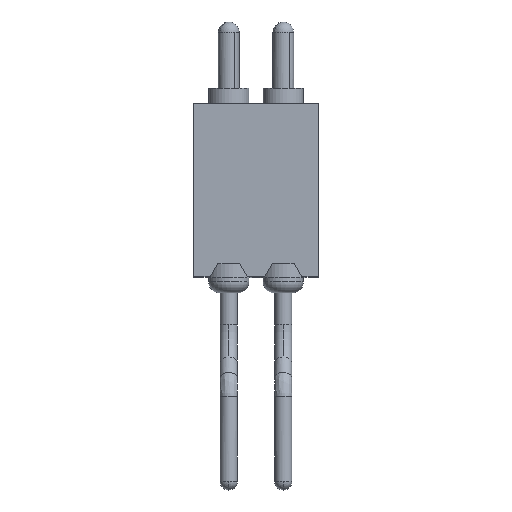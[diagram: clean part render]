
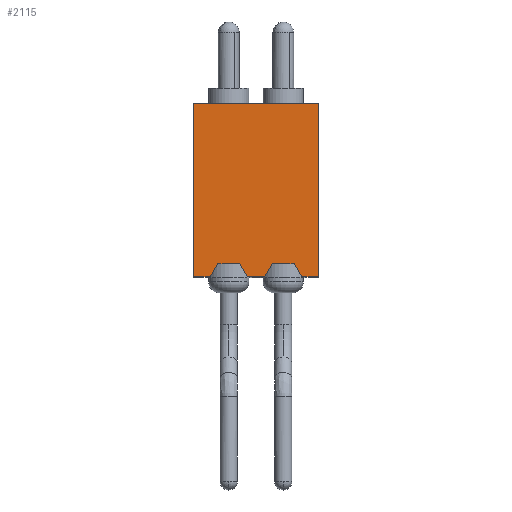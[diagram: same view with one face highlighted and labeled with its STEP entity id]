
A CAD part, top view. The second image highlights one B-rep face of the part: STEP entity #2115.
In plain terms, the highlighted planar face has unit normal (0, 0, 1).
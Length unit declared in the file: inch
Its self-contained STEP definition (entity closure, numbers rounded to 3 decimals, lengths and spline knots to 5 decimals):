
#16 = VERTEX_POINT ( 'NONE', #487 ) ;
#27 = EDGE_CURVE ( 'NONE', #467, #472, #2444, .T. ) ;
#134 = VECTOR ( 'NONE', #1781, 39.37008 ) ;
#196 = VERTEX_POINT ( 'NONE', #305 ) ;
#229 = LINE ( 'NONE', #594, #2418 ) ;
#281 = CARTESIAN_POINT ( 'NONE',  ( 0.0225, -0.147, 0. ) ) ;
#305 = CARTESIAN_POINT ( 'NONE',  ( 0.09943, -0.159, 0. ) ) ;
#314 = VECTOR ( 'NONE', #473, 39.37008 ) ;
#320 = CARTESIAN_POINT ( 'NONE',  ( 0., -0.159, 0. ) ) ;
#336 = CARTESIAN_POINT ( 'NONE',  ( 0.0425, -0.147, 0. ) ) ;
#352 = LINE ( 'NONE', #1968, #692 ) ;
#368 = CARTESIAN_POINT ( 'NONE',  ( 0.04943, -0.159, 0. ) ) ;
#406 = CARTESIAN_POINT ( 'NONE',  ( 0., 0., 0. ) ) ;
#443 = ORIENTED_EDGE ( 'NONE', *, *, #741, .T. ) ;
#467 = VERTEX_POINT ( 'NONE', #406 ) ;
#472 = VERTEX_POINT ( 'NONE', #622 ) ;
#473 = DIRECTION ( 'NONE',  ( -0.5, 0.866, 0. ) ) ;
#487 = CARTESIAN_POINT ( 'NONE',  ( 0.06557, -0.159, 0. ) ) ;
#515 = LINE ( 'NONE', #1922, #1517 ) ;
#575 = DIRECTION ( 'NONE',  ( -0.5, -0.866, 0. ) ) ;
#592 = ORIENTED_EDGE ( 'NONE', *, *, #1077, .F. ) ;
#594 = CARTESIAN_POINT ( 'NONE',  ( 0., -0.159, 0. ) ) ;
#598 = EDGE_CURVE ( 'NONE', #196, #2028, #1468, .T. ) ;
#622 = CARTESIAN_POINT ( 'NONE',  ( 0.115, 0., 0. ) ) ;
#640 = VECTOR ( 'NONE', #1139, 39.37008 ) ;
#692 = VECTOR ( 'NONE', #575, 39.37008 ) ;
#727 = DIRECTION ( 'NONE',  ( 0., 1., 0. ) ) ;
#741 = EDGE_CURVE ( 'NONE', #196, #1261, #2476, .T. ) ;
#742 = CARTESIAN_POINT ( 'NONE',  ( 0.0225, -0.147, 0. ) ) ;
#775 = LINE ( 'NONE', #1828, #1253 ) ;
#783 = VECTOR ( 'NONE', #2593, 39.37008 ) ;
#909 = ORIENTED_EDGE ( 'NONE', *, *, #2328, .T. ) ;
#919 = LINE ( 'NONE', #2525, #134 ) ;
#950 = ORIENTED_EDGE ( 'NONE', *, *, #1135, .F. ) ;
#981 = EDGE_CURVE ( 'NONE', #2039, #1817, #229, .T. ) ;
#1026 = ORIENTED_EDGE ( 'NONE', *, *, #2219, .F. ) ;
#1034 = DIRECTION ( 'NONE',  ( 1., 0., 0. ) ) ;
#1075 = ORIENTED_EDGE ( 'NONE', *, *, #2053, .F. ) ;
#1077 = EDGE_CURVE ( 'NONE', #2213, #1112, #2561, .T. ) ;
#1090 = DIRECTION ( 'NONE',  ( 0., 0., 1. ) ) ;
#1099 = VECTOR ( 'NONE', #1484, 39.37008 ) ;
#1104 = CARTESIAN_POINT ( 'NONE',  ( 0.04943, -0.159, 0. ) ) ;
#1112 = VERTEX_POINT ( 'NONE', #336 ) ;
#1119 = CARTESIAN_POINT ( 'NONE',  ( 0., -0.159, 0. ) ) ;
#1135 = EDGE_CURVE ( 'NONE', #1149, #16, #352, .T. ) ;
#1139 = DIRECTION ( 'NONE',  ( 0., 1., 0. ) ) ;
#1149 = VERTEX_POINT ( 'NONE', #1722 ) ;
#1182 = VECTOR ( 'NONE', #2189, 39.37008 ) ;
#1253 = VECTOR ( 'NONE', #1406, 39.37008 ) ;
#1261 = VERTEX_POINT ( 'NONE', #2142 ) ;
#1319 = VECTOR ( 'NONE', #1034, 39.37008 ) ;
#1373 = CARTESIAN_POINT ( 'NONE',  ( 0., -0.159, 0. ) ) ;
#1406 = DIRECTION ( 'NONE',  ( 1., 0., 0. ) ) ;
#1433 = ORIENTED_EDGE ( 'NONE', *, *, #981, .T. ) ;
#1468 = LINE ( 'NONE', #1645, #314 ) ;
#1484 = DIRECTION ( 'NONE',  ( 1., 0., 0. ) ) ;
#1514 = DIRECTION ( 'NONE',  ( -1., 0., 0. ) ) ;
#1517 = VECTOR ( 'NONE', #727, 39.37008 ) ;
#1570 = VECTOR ( 'NONE', #1514, 39.37008 ) ;
#1611 = ORIENTED_EDGE ( 'NONE', *, *, #598, .F. ) ;
#1645 = CARTESIAN_POINT ( 'NONE',  ( 0.09943, -0.159, 0. ) ) ;
#1663 = ORIENTED_EDGE ( 'NONE', *, *, #27, .F. ) ;
#1687 = LINE ( 'NONE', #2317, #1182 ) ;
#1711 = EDGE_CURVE ( 'NONE', #1261, #472, #515, .T. ) ;
#1722 = CARTESIAN_POINT ( 'NONE',  ( 0.0725, -0.147, 0. ) ) ;
#1736 = VERTEX_POINT ( 'NONE', #281 ) ;
#1773 = EDGE_LOOP ( 'NONE', ( #1611, #443, #2181, #1663, #1842, #1433, #1075, #2559, #592, #909, #950, #1026 ) ) ;
#1775 = AXIS2_PLACEMENT_3D ( 'NONE', #1119, #1090, #1927 ) ;
#1777 = DIRECTION ( 'NONE',  ( 1., 0., 0. ) ) ;
#1781 = DIRECTION ( 'NONE',  ( -0.5, -0.866, 0. ) ) ;
#1789 = EDGE_CURVE ( 'NONE', #2039, #467, #1949, .T. ) ;
#1817 = VERTEX_POINT ( 'NONE', #2359 ) ;
#1828 = CARTESIAN_POINT ( 'NONE',  ( 0., -0.159, 0. ) ) ;
#1842 = ORIENTED_EDGE ( 'NONE', *, *, #1789, .F. ) ;
#1922 = CARTESIAN_POINT ( 'NONE',  ( 0.115, -0.159, 0. ) ) ;
#1927 = DIRECTION ( 'NONE',  ( 1., 0., 0. ) ) ;
#1949 = LINE ( 'NONE', #1373, #640 ) ;
#1968 = CARTESIAN_POINT ( 'NONE',  ( 0.06557, -0.159, 0. ) ) ;
#2010 = EDGE_CURVE ( 'NONE', #1112, #1736, #2319, .T. ) ;
#2028 = VERTEX_POINT ( 'NONE', #2110 ) ;
#2035 = PLANE ( 'NONE',  #1775 ) ;
#2038 = CARTESIAN_POINT ( 'NONE',  ( 0., -0.159, 0. ) ) ;
#2039 = VERTEX_POINT ( 'NONE', #320 ) ;
#2053 = EDGE_CURVE ( 'NONE', #1736, #1817, #919, .T. ) ;
#2055 = FACE_OUTER_BOUND ( 'NONE', #1773, .T. ) ;
#2059 = CARTESIAN_POINT ( 'NONE',  ( 0., 0., 0. ) ) ;
#2110 = CARTESIAN_POINT ( 'NONE',  ( 0.0925, -0.147, 0. ) ) ;
#2115 = ADVANCED_FACE ( 'NONE', ( #2055 ), #2035, .T. ) ;
#2142 = CARTESIAN_POINT ( 'NONE',  ( 0.115, -0.159, 0. ) ) ;
#2181 = ORIENTED_EDGE ( 'NONE', *, *, #1711, .T. ) ;
#2189 = DIRECTION ( 'NONE',  ( -1., 0., 0. ) ) ;
#2213 = VERTEX_POINT ( 'NONE', #1104 ) ;
#2219 = EDGE_CURVE ( 'NONE', #2028, #1149, #1687, .T. ) ;
#2317 = CARTESIAN_POINT ( 'NONE',  ( 0.0725, -0.147, 0. ) ) ;
#2319 = LINE ( 'NONE', #742, #1570 ) ;
#2328 = EDGE_CURVE ( 'NONE', #2213, #16, #775, .T. ) ;
#2359 = CARTESIAN_POINT ( 'NONE',  ( 0.01557, -0.159, 0. ) ) ;
#2418 = VECTOR ( 'NONE', #1777, 39.37008 ) ;
#2444 = LINE ( 'NONE', #2059, #1099 ) ;
#2476 = LINE ( 'NONE', #2038, #1319 ) ;
#2525 = CARTESIAN_POINT ( 'NONE',  ( 0.01557, -0.159, 0. ) ) ;
#2559 = ORIENTED_EDGE ( 'NONE', *, *, #2010, .F. ) ;
#2561 = LINE ( 'NONE', #368, #783 ) ;
#2593 = DIRECTION ( 'NONE',  ( -0.5, 0.866, 0. ) ) ;
